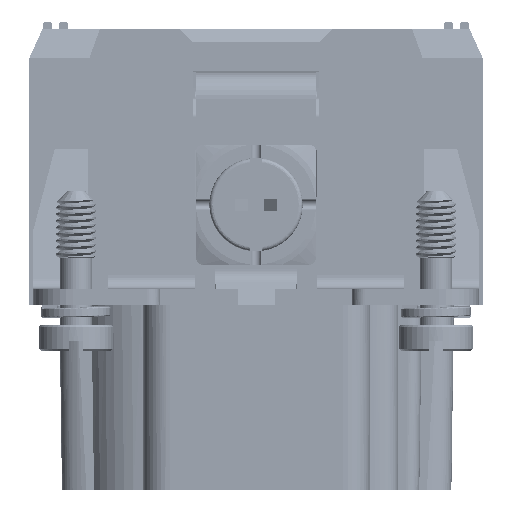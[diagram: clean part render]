
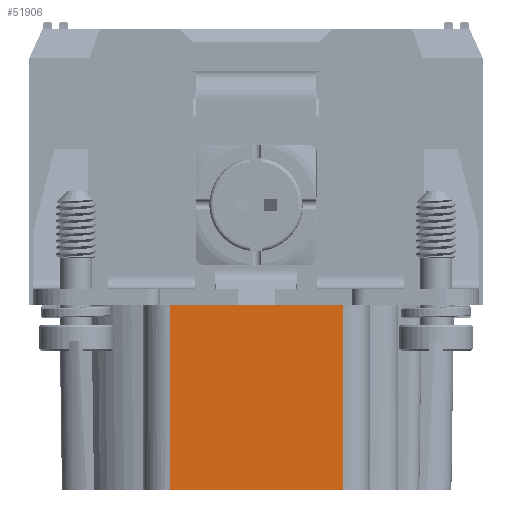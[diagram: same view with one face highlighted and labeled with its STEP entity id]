
A CAD part, front view. The second image highlights one B-rep face of the part: STEP entity #51906.
In plain terms, the highlighted planar face has unit normal (0, -1, 0).
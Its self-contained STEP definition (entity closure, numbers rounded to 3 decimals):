
#45836=FACE_OUTER_BOUND('',#63934,.T.);
#51906=ADVANCED_FACE('',(#45836),#58321,.F.);
#58321=PLANE('',#166358);
#63934=EDGE_LOOP('',(#74403,#74404,#74405,#74406));
#74403=ORIENTED_EDGE('',*,*,#121802,.T.);
#74404=ORIENTED_EDGE('',*,*,#121803,.T.);
#74405=ORIENTED_EDGE('',*,*,#121804,.F.);
#74406=ORIENTED_EDGE('',*,*,#121801,.T.);
#109105=VERTEX_POINT('',#213254);
#109107=VERTEX_POINT('',#213258);
#109108=VERTEX_POINT('',#213262);
#109109=VERTEX_POINT('',#213264);
#121801=EDGE_CURVE('',#109105,#109107,#140027,.T.);
#121802=EDGE_CURVE('',#109107,#109108,#140028,.T.);
#121803=EDGE_CURVE('',#109108,#109109,#140029,.T.);
#121804=EDGE_CURVE('',#109105,#109109,#140030,.T.);
#140027=LINE('',#213259,#154058);
#140028=LINE('',#213261,#154059);
#140029=LINE('',#213263,#154060);
#140030=LINE('',#213265,#154061);
#154058=VECTOR('',#178934,1.);
#154059=VECTOR('',#178937,1.);
#154060=VECTOR('',#178938,1.);
#154061=VECTOR('',#178939,1.);
#166358=AXIS2_PLACEMENT_3D('',#213266,#178940,#178941);
#178934=DIRECTION('',(0.,0.,1.));
#178937=DIRECTION('',(-1.,0.,0.));
#178938=DIRECTION('',(0.,0.,-1.));
#178939=DIRECTION('',(-1.,0.,0.));
#178940=DIRECTION('',(0.,1.,0.));
#178941=DIRECTION('',(1.,0.,0.));
#213254=CARTESIAN_POINT('',(-21.601,26.408,50.1));
#213258=CARTESIAN_POINT('',(-21.601,26.408,64.));
#213259=CARTESIAN_POINT('',(-21.601,26.408,50.1));
#213261=CARTESIAN_POINT('',(-21.601,26.408,64.));
#213262=CARTESIAN_POINT('',(-34.601,26.408,64.));
#213263=CARTESIAN_POINT('',(-34.601,26.408,64.));
#213264=CARTESIAN_POINT('',(-34.601,26.408,50.1));
#213265=CARTESIAN_POINT('',(-21.601,26.408,50.1));
#213266=CARTESIAN_POINT('',(-36.601,26.408,50.1));
